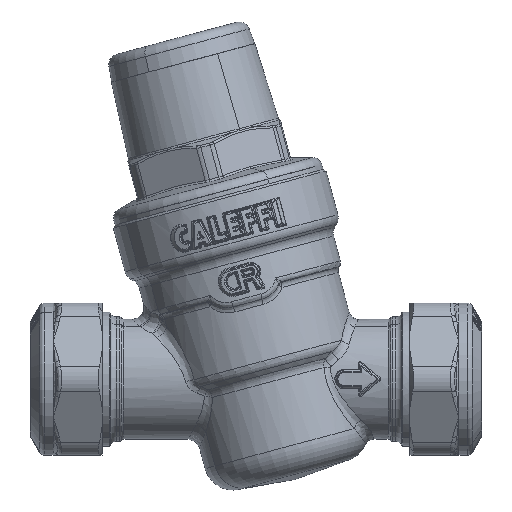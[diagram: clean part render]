
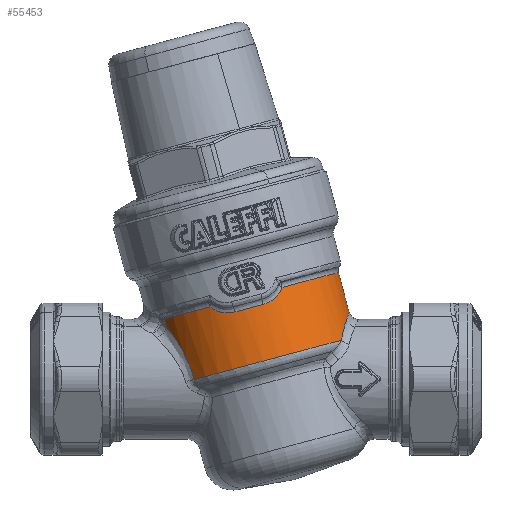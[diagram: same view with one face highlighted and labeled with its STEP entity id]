
A CAD part, top view. The second image highlights one B-rep face of the part: STEP entity #55453.
In plain terms, the highlighted cylindrical face has radius 20 mm (diameter 40 mm), a partial arc.
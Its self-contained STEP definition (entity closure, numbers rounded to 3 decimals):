
#52932=CARTESIAN_POINT('Vertex',(15.357,8.128,10.636)) ;
#53055=CARTESIAN_POINT('Vertex',(15.626,9.496,-9.589)) ;
#53442=CARTESIAN_POINT('Vertex',(-15.412,-0.117,13.323)) ;
#53548=CARTESIAN_POINT('Vertex',(-21.116,10.991,9.589)) ;
#54417=CARTESIAN_POINT('Vertex',(12.368,21.658,-9.589)) ;
#54432=CARTESIAN_POINT('Axis2P3D Location',(-2.543,9.49,0.)) ;
#54437=CARTESIAN_POINT('Line Origine',(-19.695,5.687,9.589)) ;
#54441=CARTESIAN_POINT('Vertex',(-21.54,12.573,9.589)) ;
#54519=CARTESIAN_POINT('Control Point',(-21.116,10.991,9.589)) ;
#54520=CARTESIAN_POINT('Control Point',(-20.779,10.539,9.97)) ;
#54521=CARTESIAN_POINT('Control Point',(-20.437,10.07,10.328)) ;
#54522=CARTESIAN_POINT('Control Point',(-20.092,9.584,10.663)) ;
#54523=CARTESIAN_POINT('Control Point',(-19.215,8.307,11.455)) ;
#54524=CARTESIAN_POINT('Control Point',(-18.353,6.924,12.099)) ;
#54525=CARTESIAN_POINT('Control Point',(-17.844,6.045,12.435)) ;
#54526=CARTESIAN_POINT('Control Point',(-16.953,4.352,12.948)) ;
#54527=CARTESIAN_POINT('Control Point',(-16.196,2.527,13.242)) ;
#54528=CARTESIAN_POINT('Control Point',(-15.885,1.664,13.326)) ;
#54529=CARTESIAN_POINT('Control Point',(-15.622,0.78,13.355)) ;
#54530=CARTESIAN_POINT('Control Point',(-15.412,-0.117,13.323)) ;
#54553=CARTESIAN_POINT('Line Origine',(14.213,14.772,-9.589)) ;
#54573=CARTESIAN_POINT('Axis2P3D Location',(-1.003,3.744,0.)) ;
#54628=CARTESIAN_POINT('Vertex',(16.367,12.234,6.32)) ;
#54632=CARTESIAN_POINT('Control Point',(16.367,12.234,6.32)) ;
#54633=CARTESIAN_POINT('Control Point',(16.175,11.625,7.347)) ;
#54634=CARTESIAN_POINT('Control Point',(15.961,10.898,8.303)) ;
#54635=CARTESIAN_POINT('Control Point',(15.738,10.064,9.176)) ;
#54636=CARTESIAN_POINT('Control Point',(15.528,9.137,9.956)) ;
#54637=CARTESIAN_POINT('Control Point',(15.357,8.128,10.636)) ;
#54720=CARTESIAN_POINT('Control Point',(15.626,9.496,-9.589)) ;
#54721=CARTESIAN_POINT('Control Point',(15.831,10.413,-8.792)) ;
#54722=CARTESIAN_POINT('Control Point',(16.054,11.237,-7.901)) ;
#54723=CARTESIAN_POINT('Control Point',(16.272,11.956,-6.922)) ;
#54724=CARTESIAN_POINT('Control Point',(16.652,13.129,-4.856)) ;
#54725=CARTESIAN_POINT('Control Point',(16.89,13.794,-2.567)) ;
#54726=CARTESIAN_POINT('Control Point',(16.96,13.985,-1.409)) ;
#54727=CARTESIAN_POINT('Control Point',(16.996,14.085,0.917)) ;
#54728=CARTESIAN_POINT('Control Point',(16.835,13.639,3.198)) ;
#54729=CARTESIAN_POINT('Control Point',(16.71,13.287,4.295)) ;
#54730=CARTESIAN_POINT('Control Point',(16.549,12.814,5.34)) ;
#54731=CARTESIAN_POINT('Control Point',(16.367,12.234,6.32)) ;
#55366=CARTESIAN_POINT('Vertex',(2.944,19.133,18.418)) ;
#55369=CARTESIAN_POINT('Axis2P3D Location',(-4.586,17.115,0.)) ;
#55409=CARTESIAN_POINT('Axis2P3D Location',(-4.586,17.115,0.)) ;
#55413=CARTESIAN_POINT('Vertex',(-12.116,15.098,18.418)) ;
#55417=CARTESIAN_POINT('Control Point',(2.944,19.133,18.418)) ;
#55418=CARTESIAN_POINT('Control Point',(2.437,17.816,18.77)) ;
#55419=CARTESIAN_POINT('Control Point',(1.54,16.711,19.203)) ;
#55420=CARTESIAN_POINT('Control Point',(0.317,15.93,19.556)) ;
#55421=CARTESIAN_POINT('Control Point',(-1.051,15.568,19.772)) ;
#55422=CARTESIAN_POINT('Vertex',(-1.051,15.568,19.772)) ;
#55426=CARTESIAN_POINT('Control Point',(-6.874,14.008,19.772)) ;
#55427=CARTESIAN_POINT('Control Point',(-4.949,14.53,20.076)) ;
#55428=CARTESIAN_POINT('Control Point',(-2.979,15.058,20.076)) ;
#55429=CARTESIAN_POINT('Control Point',(-1.051,15.568,19.772)) ;
#55430=CARTESIAN_POINT('Vertex',(-6.874,14.008,19.772)) ;
#55434=CARTESIAN_POINT('Control Point',(-12.116,15.098,18.418)) ;
#55435=CARTESIAN_POINT('Control Point',(-11.019,14.211,18.77)) ;
#55436=CARTESIAN_POINT('Control Point',(-9.689,13.702,19.203)) ;
#55437=CARTESIAN_POINT('Control Point',(-8.24,13.638,19.556)) ;
#55438=CARTESIAN_POINT('Control Point',(-6.874,14.008,19.772)) ;
#54439=VECTOR('Line Direction',#54438,1.) ;
#54555=VECTOR('Line Direction',#54554,1.) ;
#54433=DIRECTION('Axis2P3D Direction',(-0.259,0.966,0.)) ;
#54434=DIRECTION('Axis2P3D XDirection',(0.848,0.227,-0.479)) ;
#54438=DIRECTION('Vector Direction',(-0.259,0.966,0.)) ;
#54554=DIRECTION('Vector Direction',(-0.259,0.966,0.)) ;
#54574=DIRECTION('Axis2P3D Direction',(0.259,-0.966,0.)) ;
#55370=DIRECTION('Axis2P3D Direction',(-0.259,0.966,0.)) ;
#55410=DIRECTION('Axis2P3D Direction',(-0.259,0.966,0.)) ;
#54435=AXIS2_PLACEMENT_3D('Cylinder Axis2P3D',#54432,#54433,#54434) ;
#54575=AXIS2_PLACEMENT_3D('Circle Axis2P3D',#54573,#54574,$) ;
#55371=AXIS2_PLACEMENT_3D('Circle Axis2P3D',#55369,#55370,$) ;
#55411=AXIS2_PLACEMENT_3D('Circle Axis2P3D',#55409,#55410,$) ;
#54440=LINE('Line',#54437,#54439) ;
#54556=LINE('Line',#54553,#54555) ;
#54576=CIRCLE('generated circle',#54575,20.) ;
#55372=CIRCLE('generated circle',#55371,20.) ;
#55412=CIRCLE('generated circle',#55411,20.) ;
#54436=CYLINDRICAL_SURFACE('generated cylinder',#54435,20.) ;
#54443=EDGE_CURVE('',#53549,#54442,#54440,.T.) ;
#54531=EDGE_CURVE('',#53443,#53549,#54518,.F.) ;
#54557=EDGE_CURVE('',#53056,#54418,#54556,.T.) ;
#54577=EDGE_CURVE('',#53443,#52933,#54576,.F.) ;
#54638=EDGE_CURVE('',#52933,#54629,#54631,.F.) ;
#54732=EDGE_CURVE('',#54629,#53056,#54719,.F.) ;
#55373=EDGE_CURVE('',#54418,#55367,#55372,.F.) ;
#55415=EDGE_CURVE('',#55414,#54442,#55412,.F.) ;
#55424=EDGE_CURVE('',#55367,#55423,#55416,.T.) ;
#55432=EDGE_CURVE('',#55423,#55431,#55425,.F.) ;
#55439=EDGE_CURVE('',#55431,#55414,#55433,.F.) ;
#55441=ORIENTED_EDGE('',*,*,#55415,.T.) ;
#55442=ORIENTED_EDGE('',*,*,#54443,.F.) ;
#55443=ORIENTED_EDGE('',*,*,#54531,.F.) ;
#55444=ORIENTED_EDGE('',*,*,#54577,.T.) ;
#55445=ORIENTED_EDGE('',*,*,#54638,.T.) ;
#55446=ORIENTED_EDGE('',*,*,#54732,.T.) ;
#55447=ORIENTED_EDGE('',*,*,#54557,.T.) ;
#55448=ORIENTED_EDGE('',*,*,#55373,.T.) ;
#55449=ORIENTED_EDGE('',*,*,#55424,.T.) ;
#55450=ORIENTED_EDGE('',*,*,#55432,.T.) ;
#55451=ORIENTED_EDGE('',*,*,#55439,.T.) ;
#55440=EDGE_LOOP('',(#55441,#55442,#55443,#55444,#55445,#55446,#55447,#55448,#55449,#55450,#55451)) ;
#52933=VERTEX_POINT('',#52932) ;
#53056=VERTEX_POINT('',#53055) ;
#53443=VERTEX_POINT('',#53442) ;
#53549=VERTEX_POINT('',#53548) ;
#54418=VERTEX_POINT('',#54417) ;
#54442=VERTEX_POINT('',#54441) ;
#54629=VERTEX_POINT('',#54628) ;
#55367=VERTEX_POINT('',#55366) ;
#55414=VERTEX_POINT('',#55413) ;
#55423=VERTEX_POINT('',#55422) ;
#55431=VERTEX_POINT('',#55430) ;
#55453=ADVANCED_FACE('PartBody',(#55452),#54436,.T.) ;
#54518=B_SPLINE_CURVE_WITH_KNOTS('',5,(#54519,#54520,#54521,#54522,#54523,#54524,#54525,#54526,#54527,#54528,#54529,#54530),.UNSPECIFIED.,.F.,.U.,(6,3,3,6),(6.543,11.174,18.33,24.356),.UNSPECIFIED.) ;
#54631=B_SPLINE_CURVE_WITH_KNOTS('',5,(#54632,#54633,#54634,#54635,#54636,#54637),.UNSPECIFIED.,.F.,.U.,(6,6),(0.,8.283),.UNSPECIFIED.) ;
#54719=B_SPLINE_CURVE_WITH_KNOTS('',5,(#54720,#54721,#54722,#54723,#54724,#54725,#54726,#54727,#54728,#54729,#54730,#54731),.UNSPECIFIED.,.F.,.U.,(6,3,3,6),(0.,8.353,16.373,24.274),.UNSPECIFIED.) ;
#55416=B_SPLINE_CURVE_WITH_KNOTS('',4,(#55417,#55418,#55419,#55420,#55421),.UNSPECIFIED.,.F.,.U.,(5,5),(5.03,14.707),.UNSPECIFIED.) ;
#55425=B_SPLINE_CURVE_WITH_KNOTS('',3,(#55426,#55427,#55428,#55429),.UNSPECIFIED.,.F.,.U.,(4,4),(14.024,24.674),.UNSPECIFIED.) ;
#55433=B_SPLINE_CURVE_WITH_KNOTS('',4,(#55434,#55435,#55436,#55437,#55438),.UNSPECIFIED.,.F.,.U.,(5,5),(5.012,14.687),.UNSPECIFIED.) ;
#55452=FACE_OUTER_BOUND('',#55440,.T.) ;
